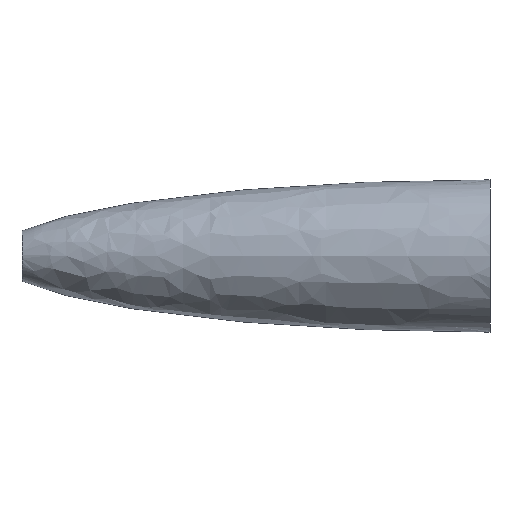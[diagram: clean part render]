
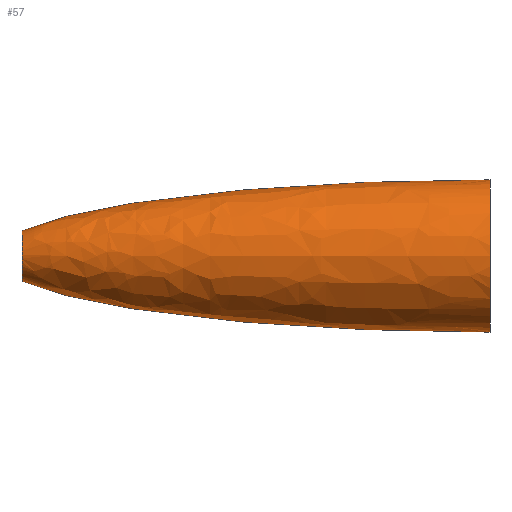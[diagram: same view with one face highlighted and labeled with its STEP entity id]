
A CAD part, left-side view. The second image highlights one B-rep face of the part: STEP entity #57.
In plain terms, the highlighted free-form (B-spline) face has degree [2, 2] with [3, 5] control points.
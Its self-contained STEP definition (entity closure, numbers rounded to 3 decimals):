
#57=ADVANCED_FACE('',(#90),#494,.T.);
#90=FACE_OUTER_BOUND('',#126,.T.);
#126=EDGE_LOOP('',(#261,#262,#263,#264));
#261=ORIENTED_EDGE('',*,*,#354,.T.);
#262=ORIENTED_EDGE('',*,*,#322,.F.);
#263=ORIENTED_EDGE('',*,*,#312,.F.);
#264=ORIENTED_EDGE('',*,*,#355,.F.);
#312=EDGE_CURVE('',#481,#477,#414,.T.);
#322=EDGE_CURVE('',#477,#484,#420,.T.);
#354=EDGE_CURVE('',#483,#484,#432,.T.);
#355=EDGE_CURVE('',#483,#481,#433,.T.);
#414=(
BOUNDED_CURVE()
B_SPLINE_CURVE(2,(#1050,#1051,#1052),.UNSPECIFIED.,.F.,.F.)
B_SPLINE_CURVE_WITH_KNOTS((3,3),(0.,163.842),.UNSPECIFIED.)
CURVE()
GEOMETRIC_REPRESENTATION_ITEM()
RATIONAL_B_SPLINE_CURVE((1.,0.816,1.))
REPRESENTATION_ITEM('')
);
#420=(
BOUNDED_CURVE()
B_SPLINE_CURVE(2,(#1101,#1102,#1103,#1104,#1105),.UNSPECIFIED.,.F.,.F.)
B_SPLINE_CURVE_WITH_KNOTS((3,2,3),(-165.75,-124.313,
-82.875),.UNSPECIFIED.)
CURVE()
GEOMETRIC_REPRESENTATION_ITEM()
RATIONAL_B_SPLINE_CURVE((1.,0.707,1.,0.707,1.))
REPRESENTATION_ITEM('')
);
#432=(
BOUNDED_CURVE()
B_SPLINE_CURVE(2,(#1285,#1286,#1287),.UNSPECIFIED.,.F.,.F.)
B_SPLINE_CURVE_WITH_KNOTS((3,3),(0.,163.842),.UNSPECIFIED.)
CURVE()
GEOMETRIC_REPRESENTATION_ITEM()
RATIONAL_B_SPLINE_CURVE((1.,0.816,1.))
REPRESENTATION_ITEM('')
);
#433=(
BOUNDED_CURVE()
B_SPLINE_CURVE(2,(#1288,#1289,#1290,#1291,#1292),.UNSPECIFIED.,.F.,.F.)
B_SPLINE_CURVE_WITH_KNOTS((3,2,3),(82.875,124.313,165.75),
 .UNSPECIFIED.)
CURVE()
GEOMETRIC_REPRESENTATION_ITEM()
RATIONAL_B_SPLINE_CURVE((1.,0.707,1.,0.707,1.))
REPRESENTATION_ITEM('')
);
#477=VERTEX_POINT('',#963);
#481=VERTEX_POINT('',#967);
#483=VERTEX_POINT('',#969);
#484=VERTEX_POINT('',#970);
#494=(
BOUNDED_SURFACE()
B_SPLINE_SURFACE(2,2,((#717,#718,#719,#720,#721),(#722,#723,#724,#725,#726),
(#727,#728,#729,#730,#731)),.UNSPECIFIED.,.F.,.F.,.F.)
B_SPLINE_SURFACE_WITH_KNOTS((3,3),(3,2,3),(0.,163.842),(82.875,
124.313,165.75),.UNSPECIFIED.)
GEOMETRIC_REPRESENTATION_ITEM()
RATIONAL_B_SPLINE_SURFACE(((0.898,0.635,0.898,
0.635,0.898),(0.773,0.547,
0.773,0.547,0.773),(1.,0.707,
1.,0.707,1.)))
REPRESENTATION_ITEM('')
SURFACE()
);
#717=CARTESIAN_POINT('',(0.,162.208,-8.774));
#718=CARTESIAN_POINT('',(-8.774,162.208,-8.774));
#719=CARTESIAN_POINT('',(-8.774,162.208,0.));
#720=CARTESIAN_POINT('',(-8.774,162.208,8.774));
#721=CARTESIAN_POINT('',(0.,162.208,8.774));
#722=CARTESIAN_POINT('',(0.,121.723,-26.38));
#723=CARTESIAN_POINT('',(-26.38,121.723,-26.38));
#724=CARTESIAN_POINT('',(-26.38,121.723,0.));
#725=CARTESIAN_POINT('',(-26.38,121.723,26.38));
#726=CARTESIAN_POINT('',(0.,121.723,26.38));
#727=CARTESIAN_POINT('',(0.,0.,-26.38));
#728=CARTESIAN_POINT('',(-26.38,0.,-26.38));
#729=CARTESIAN_POINT('',(-26.38,0.,0.));
#730=CARTESIAN_POINT('',(-26.38,0.,26.38));
#731=CARTESIAN_POINT('',(0.,0.,26.38));
#963=CARTESIAN_POINT('',(0.,0.,26.38));
#967=CARTESIAN_POINT('',(0.,162.208,8.774));
#969=CARTESIAN_POINT('',(0.,162.208,-8.774));
#970=CARTESIAN_POINT('',(0.,0.,-26.38));
#1050=CARTESIAN_POINT('',(0.,162.208,8.774));
#1051=CARTESIAN_POINT('',(0.,121.723,26.38));
#1052=CARTESIAN_POINT('',(0.,0.,26.38));
#1101=CARTESIAN_POINT('',(0.,0.,26.38));
#1102=CARTESIAN_POINT('',(-26.38,0.,26.38));
#1103=CARTESIAN_POINT('',(-26.38,0.,0.));
#1104=CARTESIAN_POINT('',(-26.38,0.,-26.38));
#1105=CARTESIAN_POINT('',(0.,0.,-26.38));
#1285=CARTESIAN_POINT('',(0.,162.208,-8.774));
#1286=CARTESIAN_POINT('',(0.,121.723,-26.38));
#1287=CARTESIAN_POINT('',(0.,0.,-26.38));
#1288=CARTESIAN_POINT('',(0.,162.208,-8.774));
#1289=CARTESIAN_POINT('',(-8.774,162.208,-8.774));
#1290=CARTESIAN_POINT('',(-8.774,162.208,0.));
#1291=CARTESIAN_POINT('',(-8.774,162.208,8.774));
#1292=CARTESIAN_POINT('',(0.,162.208,8.774));
